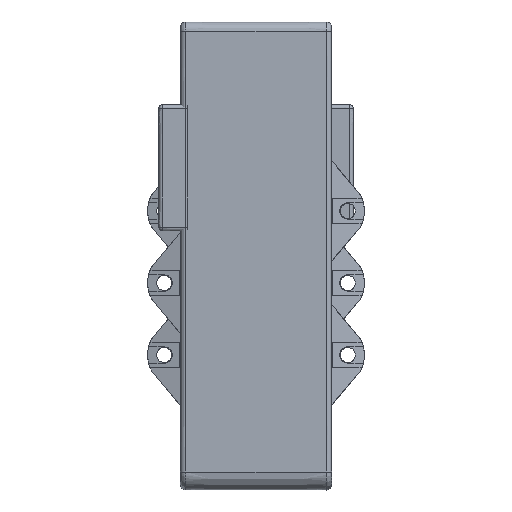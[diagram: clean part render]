
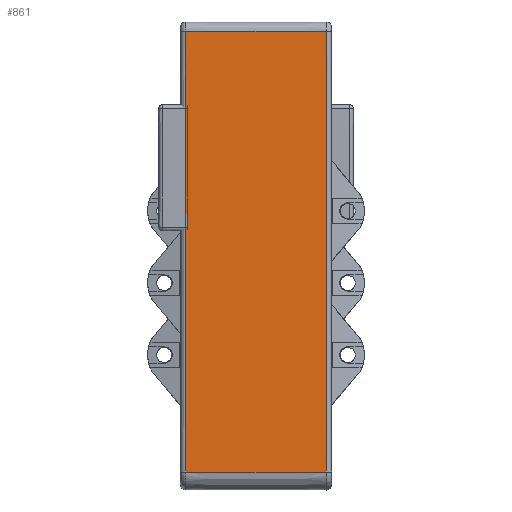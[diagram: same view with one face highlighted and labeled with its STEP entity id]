
A CAD part, left-side view. The second image highlights one B-rep face of the part: STEP entity #861.
In plain terms, the highlighted free-form (B-spline) face has degree [1, 1] with [2, 2] control points.
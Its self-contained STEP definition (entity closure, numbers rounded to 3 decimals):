
#861=ADVANCED_FACE($,(#1709),#11360,.T.);
#1709=FACE_OUTER_BOUND($,#2558,.T.);
#2558=EDGE_LOOP($,(#3794,#3795,#3796,#3797));
#3794=ORIENTED_EDGE($,*,*,#7941,.T.);
#3795=ORIENTED_EDGE($,*,*,#7855,.F.);
#3796=ORIENTED_EDGE($,*,*,#7856,.T.);
#3797=ORIENTED_EDGE($,*,*,#7975,.F.);
#7855=EDGE_CURVE($,#9986,#9987,#28526,.T.);
#7856=EDGE_CURVE($,#9986,#10038,#28527,.T.);
#7941=EDGE_CURVE($,#10035,#9987,#28592,.T.);
#7975=EDGE_CURVE($,#10035,#10038,#28626,.T.);
#9986=VERTEX_POINT($,#17077);
#9987=VERTEX_POINT($,#17078);
#10035=VERTEX_POINT($,#17126);
#10038=VERTEX_POINT($,#17129);
#11360=B_SPLINE_SURFACE_WITH_KNOTS($,1,1,((#15875,#15876),(#15877,#15878)),
.UNSPECIFIED.,.F.,.F.,.F.,(2,2),(2,2),(5.,127.5),(1.5,40.5),.UNSPECIFIED.);
#13150=CARTESIAN_POINT($,(0.,1.5,127.5));
#13151=CARTESIAN_POINT($,(0.,1.5,86.667));
#13152=CARTESIAN_POINT($,(0.,1.5,45.833));
#13153=CARTESIAN_POINT($,(0.,1.5,5.));
#13154=CARTESIAN_POINT($,(0.,1.5,127.5));
#13155=CARTESIAN_POINT($,(0.,14.5,127.5));
#13156=CARTESIAN_POINT($,(0.,27.5,127.5));
#13157=CARTESIAN_POINT($,(0.,40.5,127.5));
#13879=CARTESIAN_POINT($,(0.,40.5,5.));
#13880=CARTESIAN_POINT($,(0.,27.5,5.));
#13881=CARTESIAN_POINT($,(0.,14.5,5.));
#13882=CARTESIAN_POINT($,(0.,1.5,5.));
#14106=CARTESIAN_POINT($,(0.,40.5,5.));
#14107=CARTESIAN_POINT($,(0.,40.5,45.833));
#14108=CARTESIAN_POINT($,(0.,40.5,86.667));
#14109=CARTESIAN_POINT($,(0.,40.5,127.5));
#15875=CARTESIAN_POINT($,(0.,1.5,5.));
#15876=CARTESIAN_POINT($,(0.,40.5,5.));
#15877=CARTESIAN_POINT($,(0.,1.5,127.5));
#15878=CARTESIAN_POINT($,(0.,40.5,127.5));
#17077=CARTESIAN_POINT($,(0.,1.5,127.5));
#17078=CARTESIAN_POINT($,(0.,1.5,5.));
#17126=CARTESIAN_POINT($,(0.,40.5,5.));
#17129=CARTESIAN_POINT($,(0.,40.5,127.5));
#28526=B_SPLINE_CURVE_WITH_KNOTS($,3,(#13150,#13151,#13152,#13153),.UNSPECIFIED.,
.F.,.F.,(4,4),(-127.5,-5.),.UNSPECIFIED.);
#28527=B_SPLINE_CURVE_WITH_KNOTS($,3,(#13154,#13155,#13156,#13157),.UNSPECIFIED.,
.F.,.F.,(4,4),(-40.5,-1.5),.UNSPECIFIED.);
#28592=B_SPLINE_CURVE_WITH_KNOTS($,3,(#13879,#13880,#13881,#13882),.UNSPECIFIED.,
.F.,.F.,(4,4),(-40.5,-1.5),.UNSPECIFIED.);
#28626=B_SPLINE_CURVE_WITH_KNOTS($,3,(#14106,#14107,#14108,#14109),.UNSPECIFIED.,
.F.,.F.,(4,4),(-125.,-2.5),.UNSPECIFIED.);
